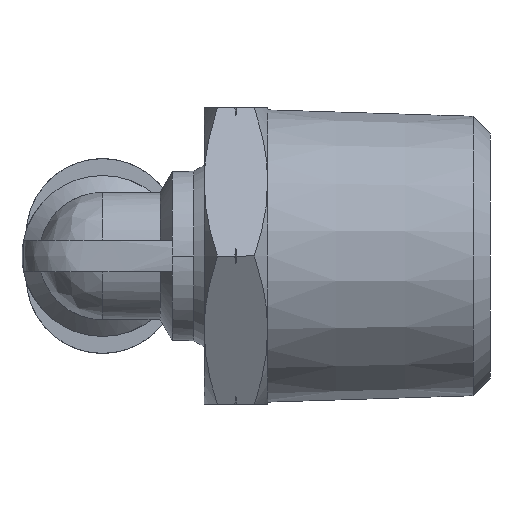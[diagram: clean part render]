
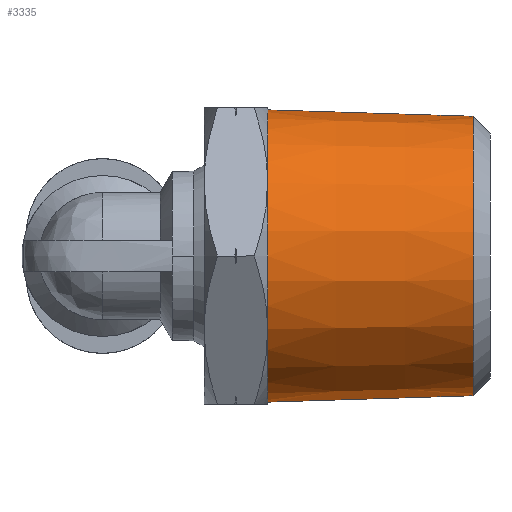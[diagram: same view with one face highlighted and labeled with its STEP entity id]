
A CAD part, left-side view. The second image highlights one B-rep face of the part: STEP entity #3335.
In plain terms, the highlighted conical face has half-angle 1.79 degrees and reference radius 6.9 mm.
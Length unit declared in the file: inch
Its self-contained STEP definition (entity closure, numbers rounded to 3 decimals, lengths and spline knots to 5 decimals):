
#242 = EDGE_CURVE ( 'NONE', #3336, #754, #3375, .T. ) ;
#267 = DIRECTION ( 'NONE',  ( 0., 1., 0. ) ) ;
#295 = CARTESIAN_POINT ( 'NONE',  ( 0., -0.5197, -0.25972 ) ) ;
#315 = CARTESIAN_POINT ( 'NONE',  ( 0., -0.1378, -0.27165 ) ) ;
#403 = EDGE_CURVE ( 'NONE', #2108, #3336, #1998, .T. ) ;
#408 = AXIS2_PLACEMENT_3D ( 'NONE', #3008, #267, #2668 ) ;
#509 = DIRECTION ( 'NONE',  ( 0., -1., 0. ) ) ;
#543 = DIRECTION ( 'NONE',  ( 0., 1., 0.031 ) ) ;
#545 = FACE_OUTER_BOUND ( 'NONE', #1143, .T. ) ;
#567 = CARTESIAN_POINT ( 'NONE',  ( 0., -0.1378, 0.27165 ) ) ;
#754 = VERTEX_POINT ( 'NONE', #4279 ) ;
#1143 = EDGE_LOOP ( 'NONE', ( #1376, #1597, #1883, #2701 ) ) ;
#1376 = ORIENTED_EDGE ( 'NONE', *, *, #3078, .F. ) ;
#1422 = DIRECTION ( 'NONE',  ( 0., 0., 1. ) ) ;
#1454 = EDGE_CURVE ( 'NONE', #754, #2955, #2934, .T. ) ;
#1597 = ORIENTED_EDGE ( 'NONE', *, *, #403, .T. ) ;
#1883 = ORIENTED_EDGE ( 'NONE', *, *, #242, .T. ) ;
#1998 = CIRCLE ( 'NONE', #408, 0.25972 ) ;
#2108 = VERTEX_POINT ( 'NONE', #295 ) ;
#2234 = CONICAL_SURFACE ( 'NONE', #4123, 0.27165, 0.031 ) ;
#2630 = DIRECTION ( 'NONE',  ( 0., 1., -0.031 ) ) ;
#2637 = CARTESIAN_POINT ( 'NONE',  ( 0., -0.1378, 0. ) ) ;
#2655 = VECTOR ( 'NONE', #2630, 39.37008 ) ;
#2668 = DIRECTION ( 'NONE',  ( -1., 0., 0. ) ) ;
#2701 = ORIENTED_EDGE ( 'NONE', *, *, #1454, .T. ) ;
#2841 = DIRECTION ( 'NONE',  ( 0., 1., 0. ) ) ;
#2934 = CIRCLE ( 'NONE', #4096, 0.27165 ) ;
#2955 = VERTEX_POINT ( 'NONE', #315 ) ;
#2974 = CARTESIAN_POINT ( 'NONE',  ( 0., -0.1378, -0.27165 ) ) ;
#2979 = DIRECTION ( 'NONE',  ( 0., 0., 1. ) ) ;
#3008 = CARTESIAN_POINT ( 'NONE',  ( 0., -0.5197, 0. ) ) ;
#3078 = EDGE_CURVE ( 'NONE', #2108, #2955, #4221, .T. ) ;
#3173 = CARTESIAN_POINT ( 'NONE',  ( 0., -0.1378, 0. ) ) ;
#3287 = VECTOR ( 'NONE', #543, 39.37008 ) ;
#3335 = ADVANCED_FACE ( 'NONE', ( #545 ), #2234, .T. ) ;
#3336 = VERTEX_POINT ( 'NONE', #3484 ) ;
#3375 = LINE ( 'NONE', #567, #3287 ) ;
#3484 = CARTESIAN_POINT ( 'NONE',  ( 0., -0.5197, 0.25972 ) ) ;
#4096 = AXIS2_PLACEMENT_3D ( 'NONE', #2637, #509, #2979 ) ;
#4123 = AXIS2_PLACEMENT_3D ( 'NONE', #3173, #2841, #1422 ) ;
#4221 = LINE ( 'NONE', #2974, #2655 ) ;
#4279 = CARTESIAN_POINT ( 'NONE',  ( 0., -0.1378, 0.27165 ) ) ;
